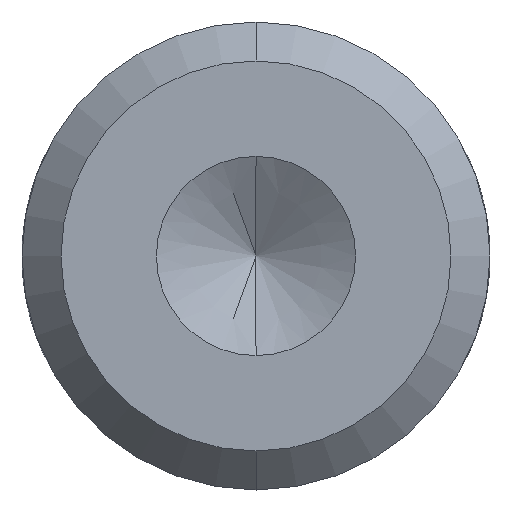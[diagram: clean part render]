
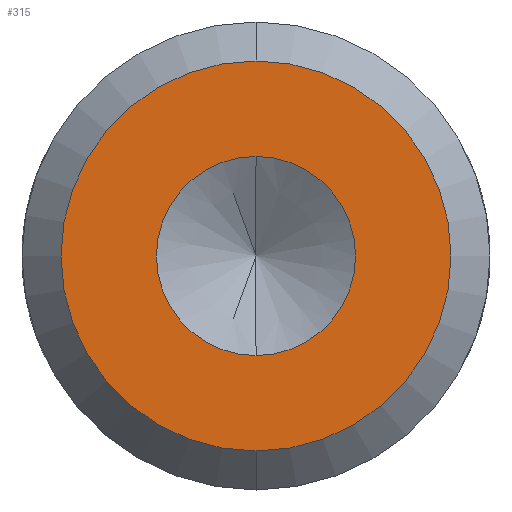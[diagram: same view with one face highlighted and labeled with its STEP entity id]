
A CAD part, front view. The second image highlights one B-rep face of the part: STEP entity #315.
In plain terms, the highlighted planar face has unit normal (0, -1, 0).
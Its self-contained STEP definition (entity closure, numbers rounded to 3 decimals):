
#16 = AXIS2_PLACEMENT_3D ( 'NONE', #201, #744, #124 ) ;
#30 = CARTESIAN_POINT ( 'NONE',  ( 0., 0., 0. ) ) ;
#55 = EDGE_CURVE ( 'NONE', #971, #735, #280, .T. ) ;
#67 = EDGE_LOOP ( 'NONE', ( #590, #181 ) ) ;
#124 = DIRECTION ( 'NONE',  ( 0., 0., -1. ) ) ;
#154 = CARTESIAN_POINT ( 'NONE',  ( 0., 0., -2.553 ) ) ;
#159 = CARTESIAN_POINT ( 'NONE',  ( 0., 0., 0. ) ) ;
#181 = ORIENTED_EDGE ( 'NONE', *, *, #743, .F. ) ;
#201 = CARTESIAN_POINT ( 'NONE',  ( 0., 0., 0. ) ) ;
#206 = AXIS2_PLACEMENT_3D ( 'NONE', #159, #612, #699 ) ;
#229 = ORIENTED_EDGE ( 'NONE', *, *, #55, .T. ) ;
#248 = EDGE_CURVE ( 'NONE', #756, #444, #251, .T. ) ;
#251 = CIRCLE ( 'NONE', #206, 2.553 ) ;
#261 = CARTESIAN_POINT ( 'NONE',  ( 0., 0., 2.553 ) ) ;
#280 = CIRCLE ( 'NONE', #16, 5. ) ;
#315 = ADVANCED_FACE ( 'NONE', ( #893, #428 ), #568, .F. ) ;
#326 = CARTESIAN_POINT ( 'NONE',  ( 0., 0., 5. ) ) ;
#371 = CARTESIAN_POINT ( 'NONE',  ( 0., 0., -5. ) ) ;
#387 = DIRECTION ( 'NONE',  ( 0., 0., -1. ) ) ;
#406 = AXIS2_PLACEMENT_3D ( 'NONE', #30, #506, #799 ) ;
#428 = FACE_OUTER_BOUND ( 'NONE', #670, .T. ) ;
#444 = VERTEX_POINT ( 'NONE', #261 ) ;
#456 = CARTESIAN_POINT ( 'NONE',  ( 0., 0., 0. ) ) ;
#477 = DIRECTION ( 'NONE',  ( 0., 0., -1. ) ) ;
#506 = DIRECTION ( 'NONE',  ( 0., 1., 0. ) ) ;
#568 = PLANE ( 'NONE',  #406 ) ;
#590 = ORIENTED_EDGE ( 'NONE', *, *, #248, .F. ) ;
#612 = DIRECTION ( 'NONE',  ( 0., -1., 0. ) ) ;
#627 = CARTESIAN_POINT ( 'NONE',  ( 0., 0., 0. ) ) ;
#630 = ORIENTED_EDGE ( 'NONE', *, *, #992, .T. ) ;
#670 = EDGE_LOOP ( 'NONE', ( #229, #630 ) ) ;
#699 = DIRECTION ( 'NONE',  ( 0., 0., -1. ) ) ;
#704 = DIRECTION ( 'NONE',  ( 0., -1., 0. ) ) ;
#706 = AXIS2_PLACEMENT_3D ( 'NONE', #456, #1000, #387 ) ;
#735 = VERTEX_POINT ( 'NONE', #371 ) ;
#743 = EDGE_CURVE ( 'NONE', #444, #756, #999, .T. ) ;
#744 = DIRECTION ( 'NONE',  ( 0., -1., 0. ) ) ;
#756 = VERTEX_POINT ( 'NONE', #154 ) ;
#765 = CIRCLE ( 'NONE', #706, 5. ) ;
#799 = DIRECTION ( 'NONE',  ( 0., 0., 1. ) ) ;
#825 = AXIS2_PLACEMENT_3D ( 'NONE', #627, #704, #477 ) ;
#893 = FACE_BOUND ( 'NONE', #67, .T. ) ;
#971 = VERTEX_POINT ( 'NONE', #326 ) ;
#992 = EDGE_CURVE ( 'NONE', #735, #971, #765, .T. ) ;
#999 = CIRCLE ( 'NONE', #825, 2.553 ) ;
#1000 = DIRECTION ( 'NONE',  ( 0., -1., 0. ) ) ;
